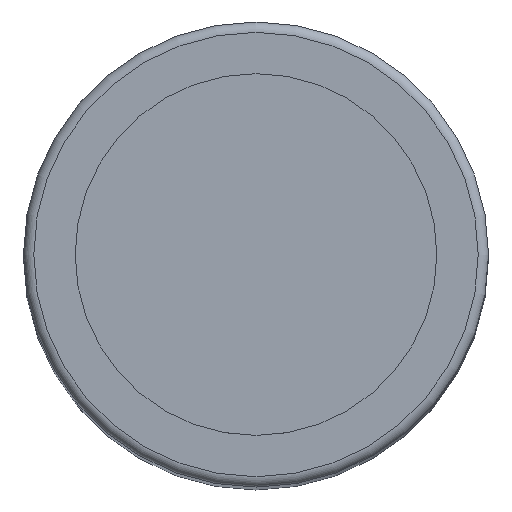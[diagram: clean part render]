
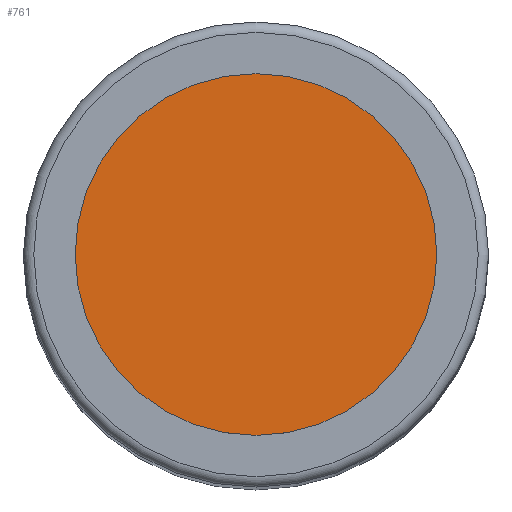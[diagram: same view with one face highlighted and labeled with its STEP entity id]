
A CAD part, top view. The second image highlights one B-rep face of the part: STEP entity #761.
In plain terms, the highlighted planar face has unit normal (0, 0, 1).
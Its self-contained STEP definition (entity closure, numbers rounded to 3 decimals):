
#31=PLANE('',#880);
#180=FACE_OUTER_BOUND('',#226,.T.);
#226=EDGE_LOOP('',(#697));
#248=CIRCLE('',#803,7.);
#307=VERTEX_POINT('',#1177);
#387=EDGE_CURVE('',#307,#307,#248,.T.);
#697=ORIENTED_EDGE('',*,*,#387,.T.);
#761=ADVANCED_FACE('',(#180),#31,.T.);
#803=AXIS2_PLACEMENT_3D('',#1178,#937,#938);
#880=AXIS2_PLACEMENT_3D('',#1456,#1131,#1132);
#937=DIRECTION('center_axis',(0.,0.,1.));
#938=DIRECTION('ref_axis',(1.,0.,0.));
#1131=DIRECTION('center_axis',(0.,0.,1.));
#1132=DIRECTION('ref_axis',(1.,0.,0.));
#1177=CARTESIAN_POINT('',(-7.,0.,65.28));
#1178=CARTESIAN_POINT('Origin',(0.,0.,65.28));
#1456=CARTESIAN_POINT('Origin',(0.,0.,65.28));
